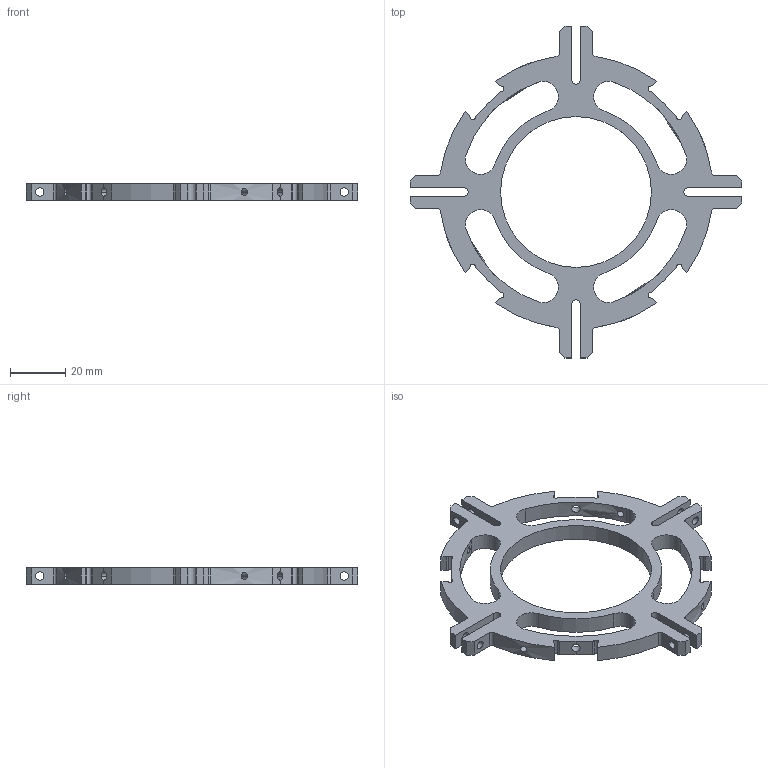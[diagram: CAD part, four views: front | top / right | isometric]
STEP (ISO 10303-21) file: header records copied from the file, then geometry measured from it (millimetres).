
FILE_DESCRIPTION(('CATIA V5 STEP Exchange'),'2;1');
FILE_NAME('Bague aileron V2.stp','2021-05-14T14:51:43+00:00',('none'),('none'),'CATIA Version 5 Release 19 GA (IN-10)','CATIA V5 STEP AP203','none');
FILE_SCHEMA(('CONFIG_CONTROL_DESIGN'));
Length unit declared in the file: millimetre
Products named in the file (1): Bague aileron V2
Bounding box: 120 x 120 x 6 mm (x, y, z)
Volume: 20506.2 mm3; surface area: 14437 mm2
Topology: 1 solids, 1 shells, 144 faces, 438 edges, 292 vertices
Faces by surface type: cylinder 94, plane 50
Entity records: 4884 total; most frequent: CARTESIAN_POINT 1087, ORIENTED_EDGE 876, DIRECTION 598, EDGE_CURVE 438, VERTEX_POINT 292, AXIS2_PLACEMENT_3D 265, VECTOR 242, LINE 242
